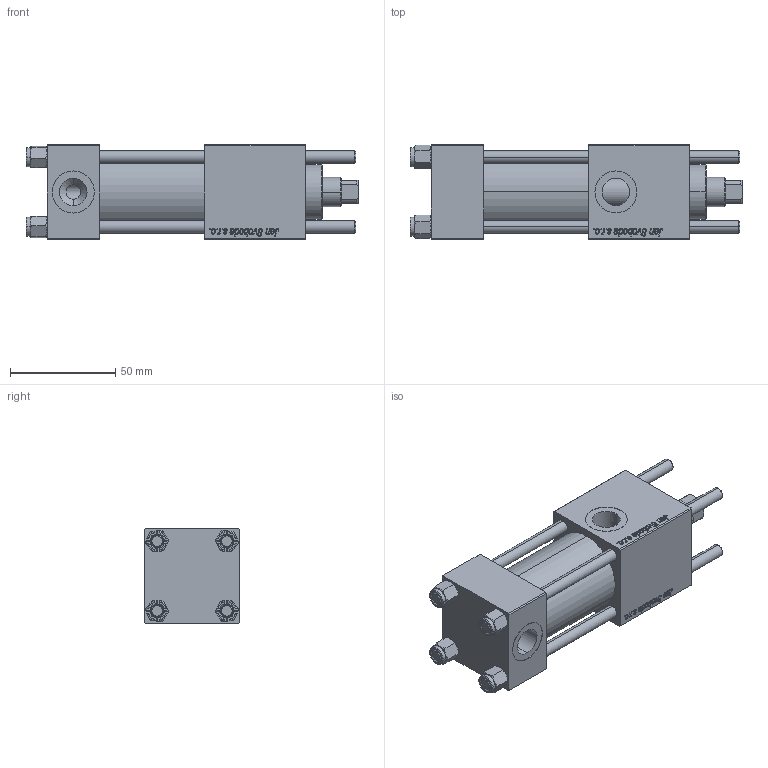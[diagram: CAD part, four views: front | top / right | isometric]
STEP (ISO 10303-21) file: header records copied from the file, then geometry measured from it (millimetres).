
FILE_DESCRIPTION (( 'STEP AP203' ), '1' );
FILE_NAME ('aee4.STEP', '2022-06-08T07:30:00', ( '' ), ( '' ), 'SwSTEP 2.0', 'SolidWorks 2019', '' );
FILE_SCHEMA (( 'CONFIG_CONTROL_DESIGN' ));
Products named in the file (6): V215CR_B_TYCINKA d807323d901c6907a963179b657911cc; V215CR_B-1 d807323d901c6907a963179b657911cc; NUT_M5_B d807323d901c6907a963179b657911cc; V215_VC_A d807323d901c6907a963179b657911cc; V215CR_VCP_B d807323d901c6907a963179b657911cc; aee4
Assembly tree (11 placements, depth 2):
  aee4
    V215CR_B-1 d807323d901c6907a963179b657911cc
    V215CR_VCP_B d807323d901c6907a963179b657911cc
    NUT_M5_B d807323d901c6907a963179b657911cc  x4
    V215CR_B_TYCINKA d807323d901c6907a963179b657911cc  x4
    V215_VC_A d807323d901c6907a963179b657911cc
Bounding box: 158 x 45 x 45 mm (x, y, z)
Volume: 198169.2 mm3; surface area: 72765.8 mm2
Topology: 11 solids, 11 shells, 1162 faces, 2946 edges, 1909 vertices
Faces by surface type: bspline 504, plane 431, cone 136, cylinder 83, torus 8
Entity records: 56964 total; most frequent: CARTESIAN_POINT 34096, ORIENTED_EDGE 5384, DIRECTION 2942, EDGE_CURVE 2692, VERTEX_POINT 1765, LINE 1448, VECTOR 1448, EDGE_LOOP 1165
